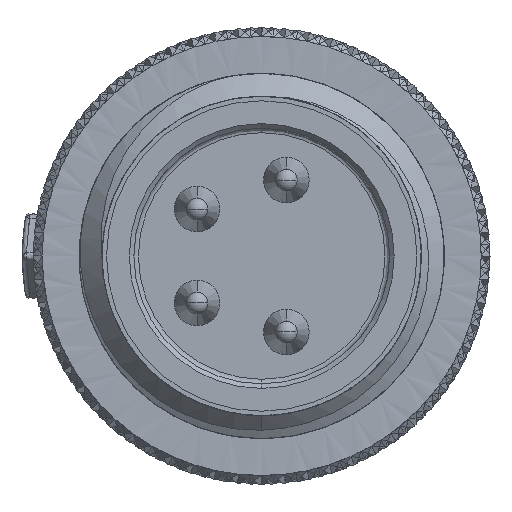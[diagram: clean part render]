
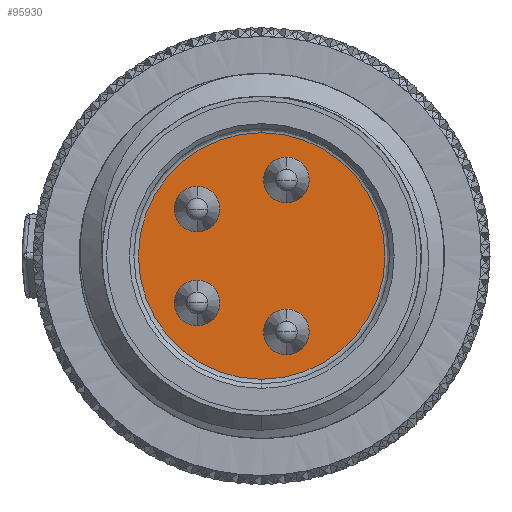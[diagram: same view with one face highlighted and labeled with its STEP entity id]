
A CAD part, left-side view. The second image highlights one B-rep face of the part: STEP entity #95930.
In plain terms, the highlighted planar face has unit normal (-1, 0, 0).
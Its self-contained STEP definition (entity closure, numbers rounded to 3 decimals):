
#1136 = ORIENTED_EDGE ( 'NONE', *, *, #105891, .T. ) ;
#1600 = CIRCLE ( 'NONE', #110272, 0.5 ) ;
#4659 = EDGE_CURVE ( 'NONE', #8468, #125197, #11316, .T. ) ;
#4672 = VERTEX_POINT ( 'NONE', #131479 ) ;
#5023 = CARTESIAN_POINT ( 'NONE',  ( 0., -0.541, -1.664 ) ) ;
#6707 = ORIENTED_EDGE ( 'NONE', *, *, #72739, .T. ) ;
#7437 = EDGE_CURVE ( 'NONE', #117543, #48221, #120197, .T. ) ;
#7515 = EDGE_LOOP ( 'NONE', ( #6707, #129778 ) ) ;
#8165 = CARTESIAN_POINT ( 'NONE',  ( 0., 1.416, 0.529 ) ) ;
#8468 = VERTEX_POINT ( 'NONE', #8165 ) ;
#9706 = DIRECTION ( 'NONE',  ( 0., 0., -1. ) ) ;
#11169 = CARTESIAN_POINT ( 'NONE',  ( 0., 0., 0. ) ) ;
#11311 = AXIS2_PLACEMENT_3D ( 'NONE', #115921, #61767, #72171 ) ;
#11316 = CIRCLE ( 'NONE', #29000, 0.5 ) ;
#12195 = AXIS2_PLACEMENT_3D ( 'NONE', #134742, #49958, #9706 ) ;
#12202 = CARTESIAN_POINT ( 'NONE',  ( 0., -0.541, 2.164 ) ) ;
#14020 = VERTEX_POINT ( 'NONE', #104147 ) ;
#15276 = DIRECTION ( 'NONE',  ( 0., 0., -1. ) ) ;
#15799 = EDGE_LOOP ( 'NONE', ( #1136, #63707 ) ) ;
#21074 = DIRECTION ( 'NONE',  ( 1., 0., 0. ) ) ;
#23090 = AXIS2_PLACEMENT_3D ( 'NONE', #76550, #21074, #43301 ) ;
#24678 = EDGE_LOOP ( 'NONE', ( #79233, #77508 ) ) ;
#26514 = EDGE_CURVE ( 'NONE', #14020, #4672, #125886, .T. ) ;
#27298 = EDGE_CURVE ( 'NONE', #4672, #14020, #89873, .T. ) ;
#29000 = AXIS2_PLACEMENT_3D ( 'NONE', #46699, #130788, #86338 ) ;
#36210 = CARTESIAN_POINT ( 'NONE',  ( 0., 1.416, -1.029 ) ) ;
#36428 = VERTEX_POINT ( 'NONE', #109676 ) ;
#38878 = FACE_BOUND ( 'NONE', #54307, .T. ) ;
#40456 = CARTESIAN_POINT ( 'NONE',  ( 0., 0., -2.7 ) ) ;
#43201 = EDGE_CURVE ( 'NONE', #52609, #36428, #76162, .T. ) ;
#43301 = DIRECTION ( 'NONE',  ( 0., 0., -1. ) ) ;
#44978 = CARTESIAN_POINT ( 'NONE',  ( 0., 1.416, 1.529 ) ) ;
#46634 = DIRECTION ( 'NONE',  ( 0., 0., -1. ) ) ;
#46699 = CARTESIAN_POINT ( 'NONE',  ( 0., 1.416, 1.029 ) ) ;
#48020 = DIRECTION ( 'NONE',  ( 1., 0., 0. ) ) ;
#48221 = VERTEX_POINT ( 'NONE', #110487 ) ;
#49683 = DIRECTION ( 'NONE',  ( 1., 0., 0. ) ) ;
#49774 = EDGE_CURVE ( 'NONE', #97273, #112592, #107385, .T. ) ;
#49958 = DIRECTION ( 'NONE',  ( 1., 0., 0. ) ) ;
#51821 = AXIS2_PLACEMENT_3D ( 'NONE', #62960, #74720, #117105 ) ;
#51850 = ORIENTED_EDGE ( 'NONE', *, *, #115243, .T. ) ;
#52609 = VERTEX_POINT ( 'NONE', #81313 ) ;
#53455 = DIRECTION ( 'NONE',  ( 0., 0., -1. ) ) ;
#54043 = CIRCLE ( 'NONE', #71799, 0.5 ) ;
#54307 = EDGE_LOOP ( 'NONE', ( #51850, #99011 ) ) ;
#57334 = DIRECTION ( 'NONE',  ( 0., 0., -1. ) ) ;
#60332 = AXIS2_PLACEMENT_3D ( 'NONE', #11169, #86787, #53455 ) ;
#61395 = EDGE_LOOP ( 'NONE', ( #125019, #112665 ) ) ;
#61767 = DIRECTION ( 'NONE',  ( -1., 0., 0. ) ) ;
#62714 = EDGE_CURVE ( 'NONE', #48221, #117543, #84512, .T. ) ;
#62960 = CARTESIAN_POINT ( 'NONE',  ( 0., -0.541, -1.664 ) ) ;
#63273 = AXIS2_PLACEMENT_3D ( 'NONE', #36210, #88312, #109853 ) ;
#63707 = ORIENTED_EDGE ( 'NONE', *, *, #43201, .T. ) ;
#65919 = AXIS2_PLACEMENT_3D ( 'NONE', #112896, #49683, #57334 ) ;
#70753 = FACE_BOUND ( 'NONE', #7515, .T. ) ;
#71799 = AXIS2_PLACEMENT_3D ( 'NONE', #101400, #120122, #15276 ) ;
#72171 = DIRECTION ( 'NONE',  ( 0., 0., -1. ) ) ;
#72739 = EDGE_CURVE ( 'NONE', #112592, #97273, #54043, .T. ) ;
#74416 = DIRECTION ( 'NONE',  ( 1., 0., 0. ) ) ;
#74720 = DIRECTION ( 'NONE',  ( 1., 0., 0. ) ) ;
#75378 = AXIS2_PLACEMENT_3D ( 'NONE', #107082, #74416, #105055 ) ;
#76162 = CIRCLE ( 'NONE', #51821, 0.5 ) ;
#76550 = CARTESIAN_POINT ( 'NONE',  ( 0., -0.541, 1.664 ) ) ;
#77508 = ORIENTED_EDGE ( 'NONE', *, *, #26514, .T. ) ;
#79233 = ORIENTED_EDGE ( 'NONE', *, *, #27298, .T. ) ;
#81313 = CARTESIAN_POINT ( 'NONE',  ( 0., -0.541, -2.164 ) ) ;
#84512 = CIRCLE ( 'NONE', #11311, 2.7 ) ;
#86338 = DIRECTION ( 'NONE',  ( 0., 0., -1. ) ) ;
#86787 = DIRECTION ( 'NONE',  ( -1., 0., 0. ) ) ;
#88312 = DIRECTION ( 'NONE',  ( 1., 0., 0. ) ) ;
#89873 = CIRCLE ( 'NONE', #63273, 0.5 ) ;
#95930 = ADVANCED_FACE ( 'NONE', ( #136792, #112493, #104813, #70753, #38878 ), #114538, .F. ) ;
#97273 = VERTEX_POINT ( 'NONE', #137110 ) ;
#99011 = ORIENTED_EDGE ( 'NONE', *, *, #4659, .T. ) ;
#101400 = CARTESIAN_POINT ( 'NONE',  ( 0., -0.541, 1.664 ) ) ;
#102030 = CIRCLE ( 'NONE', #75378, 0.5 ) ;
#104147 = CARTESIAN_POINT ( 'NONE',  ( 0., 1.416, -1.529 ) ) ;
#104813 = FACE_BOUND ( 'NONE', #15799, .T. ) ;
#105055 = DIRECTION ( 'NONE',  ( 0., 0., -1. ) ) ;
#105891 = EDGE_CURVE ( 'NONE', #36428, #52609, #1600, .T. ) ;
#107082 = CARTESIAN_POINT ( 'NONE',  ( 0., 1.416, 1.029 ) ) ;
#107385 = CIRCLE ( 'NONE', #23090, 0.5 ) ;
#109676 = CARTESIAN_POINT ( 'NONE',  ( 0., -0.541, -1.164 ) ) ;
#109853 = DIRECTION ( 'NONE',  ( 0., 0., -1. ) ) ;
#110272 = AXIS2_PLACEMENT_3D ( 'NONE', #5023, #48020, #46634 ) ;
#110487 = CARTESIAN_POINT ( 'NONE',  ( 0., 0., 2.7 ) ) ;
#112493 = FACE_BOUND ( 'NONE', #24678, .T. ) ;
#112592 = VERTEX_POINT ( 'NONE', #12202 ) ;
#112665 = ORIENTED_EDGE ( 'NONE', *, *, #62714, .T. ) ;
#112896 = CARTESIAN_POINT ( 'NONE',  ( 0., 1.416, -1.029 ) ) ;
#114538 = PLANE ( 'NONE',  #12195 ) ;
#115243 = EDGE_CURVE ( 'NONE', #125197, #8468, #102030, .T. ) ;
#115921 = CARTESIAN_POINT ( 'NONE',  ( 0., 0., 0. ) ) ;
#117105 = DIRECTION ( 'NONE',  ( 0., 0., -1. ) ) ;
#117543 = VERTEX_POINT ( 'NONE', #40456 ) ;
#120122 = DIRECTION ( 'NONE',  ( 1., 0., 0. ) ) ;
#120197 = CIRCLE ( 'NONE', #60332, 2.7 ) ;
#125019 = ORIENTED_EDGE ( 'NONE', *, *, #7437, .T. ) ;
#125197 = VERTEX_POINT ( 'NONE', #44978 ) ;
#125886 = CIRCLE ( 'NONE', #65919, 0.5 ) ;
#129778 = ORIENTED_EDGE ( 'NONE', *, *, #49774, .T. ) ;
#130788 = DIRECTION ( 'NONE',  ( 1., 0., 0. ) ) ;
#131479 = CARTESIAN_POINT ( 'NONE',  ( 0., 1.416, -0.529 ) ) ;
#134742 = CARTESIAN_POINT ( 'NONE',  ( 0., 2.8, 0. ) ) ;
#136792 = FACE_OUTER_BOUND ( 'NONE', #61395, .T. ) ;
#137110 = CARTESIAN_POINT ( 'NONE',  ( 0., -0.541, 1.164 ) ) ;
